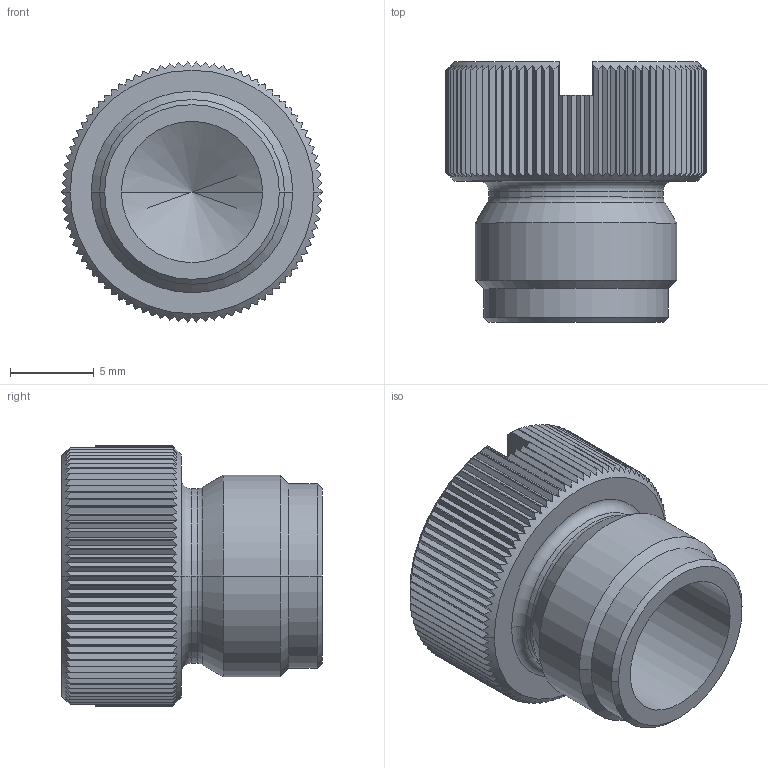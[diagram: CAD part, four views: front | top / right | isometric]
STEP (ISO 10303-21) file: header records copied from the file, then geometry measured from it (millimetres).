
FILE_DESCRIPTION(('SolidDesigner STEP Export'),'2;1');
FILE_NAME('1503302.stp','2009-10-15T12:13:01',(''),(''),'CoCreate Modeling STEP processor for AP214 (Solid Model)','CoCreate Modeling 16.00A 16-Aug-2008 (C) Parametric Technology GmbH','');
FILE_SCHEMA(('AUTOMOTIVE_DESIGN { 1 0 10303 214 1 1 1 1 }'));
Length unit declared in the file: millimetre
Products named in the file (1): 1503302
Bounding box: 15.5 x 15.5 x 15.49 mm (x, y, z)
Volume: 1491.3 mm3; surface area: 1440.8 mm2
Topology: 1 solids, 1 shells, 305 faces, 886 edges, 583 vertices
Faces by surface type: plane 187, cylinder 100, cone 14, torus 4
Entity records: 12517 total; most frequent: CARTESIAN_POINT 5714, ORIENTED_EDGE 1768, EDGE_CURVE 884, DIRECTION 794, VERTEX_POINT 583, B_SPLINE_CURVE_WITH_KNOTS 352, SURFACE_CURVE 352, VECTOR 316
